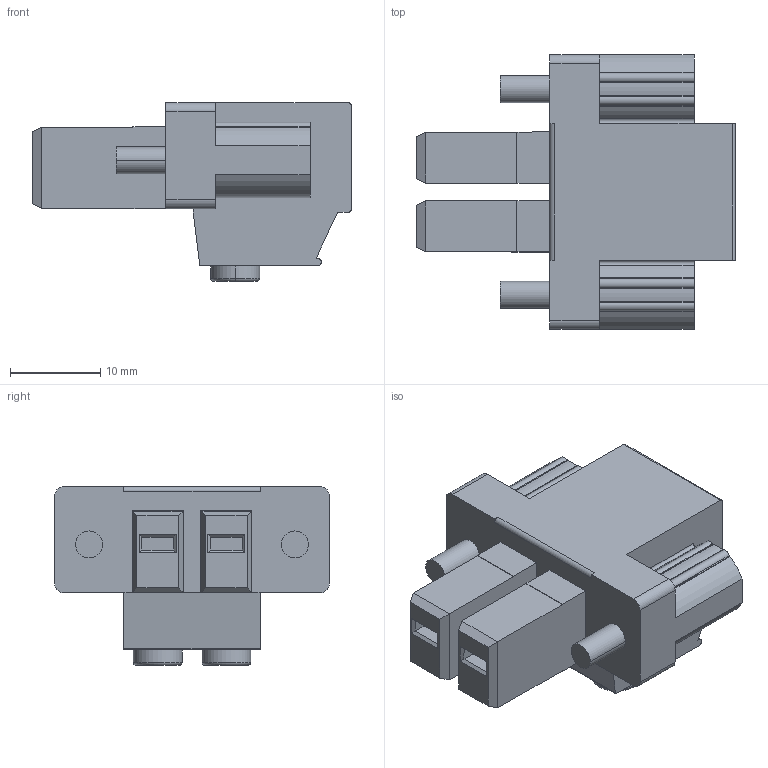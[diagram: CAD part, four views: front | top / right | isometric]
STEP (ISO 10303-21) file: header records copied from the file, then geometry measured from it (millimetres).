
FILE_DESCRIPTION((''),'2;1');
FILE_NAME('TLPSW-501-02P','2024-09-13T09:42:47',('sheji'),(''),'CREO PARAMETRIC BY PTC INC, 2018100','CREO PARAMETRIC BY PTC INC, 2018100','');
FILE_SCHEMA(('CONFIG_CONTROL_DESIGN'));
Length unit declared in the file: millimetre
Products named in the file (1): TLPSW-501-02P
Bounding box: 35.3 x 30.43 x 19.8 mm (x, y, z)
Volume: 7296.6 mm3; surface area: 4836 mm2
Topology: 1 solids, 1 shells, 282 faces, 772 edges, 508 vertices
Faces by surface type: plane 179, cylinder 83, torus 12, extrusion 8
Entity records: 9128 total; most frequent: CARTESIAN_POINT 1898, ORIENTED_EDGE 1544, DIRECTION 1434, EDGE_CURVE 772, VECTOR 538, LINE 530, VERTEX_POINT 508, AXIS2_PLACEMENT_3D 448
